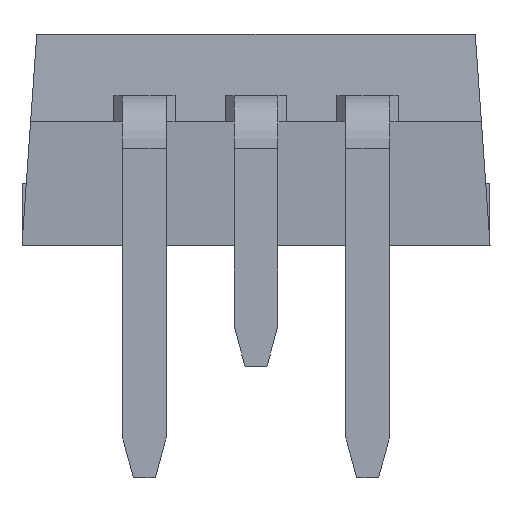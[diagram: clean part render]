
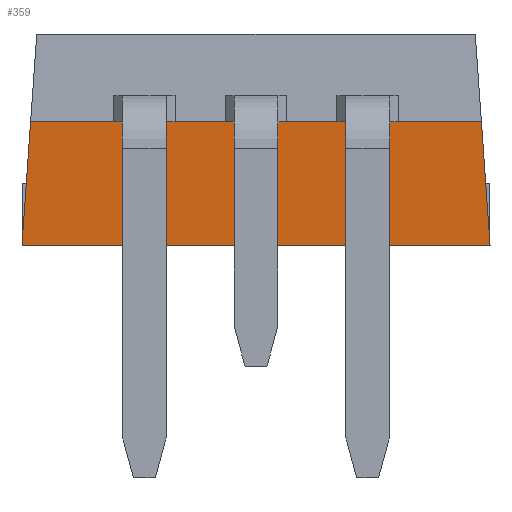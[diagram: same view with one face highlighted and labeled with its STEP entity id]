
A CAD part, front view. The second image highlights one B-rep face of the part: STEP entity #359.
In plain terms, the highlighted planar face has unit normal (0, -0.999, -0.052).
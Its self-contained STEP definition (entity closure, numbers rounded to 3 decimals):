
#359=ADVANCED_FACE('',(#1270),#1272,.T.);
#1270=FACE_BOUND('',#1271,.T.);
#1271=EDGE_LOOP('',(#1976,#1977,#1978,#1979));
#1272=PLANE('',#1273);
#1273=AXIS2_PLACEMENT_3D('',#1274,#1275,#1276);
#1274=CARTESIAN_POINT('',(-5.678,7.467,0.));
#1275=DIRECTION('',(0.,-0.999,-0.052));
#1276=DIRECTION('',(1.,0.,0.));
#1976=ORIENTED_EDGE('',*,*,#2408,.T.);
#1977=ORIENTED_EDGE('',*,*,#2434,.F.);
#1978=ORIENTED_EDGE('',*,*,#2424,.T.);
#1979=ORIENTED_EDGE('',*,*,#2435,.T.);
#2408=EDGE_CURVE('',#2717,#2715,#2718,.T.);
#2424=EDGE_CURVE('',#2749,#2747,#2750,.T.);
#2434=EDGE_CURVE('',#2749,#2715,#2762,.T.);
#2435=EDGE_CURVE('',#2747,#2717,#2763,.T.);
#2715=VERTEX_POINT('',#3275);
#2717=VERTEX_POINT('',#3279);
#2718=LINE('',#3280,#3281);
#2747=VERTEX_POINT('',#3347);
#2749=VERTEX_POINT('',#3351);
#2750=LINE('',#3352,#3353);
#2762=LINE('',#3392,#3393);
#2763=LINE('',#3395,#3396);
#3275=CARTESIAN_POINT('',(5.129,7.32,2.8));
#3279=CARTESIAN_POINT('',(5.325,7.467,0.));
#3280=CARTESIAN_POINT('',(5.325,7.467,0.));
#3281=VECTOR('',#3282,1.);
#3282=DIRECTION('',(-0.07,-0.052,0.996));
#3347=CARTESIAN_POINT('',(-5.325,7.467,0.));
#3351=CARTESIAN_POINT('',(-5.129,7.32,2.8));
#3352=CARTESIAN_POINT('',(-5.129,7.32,2.8));
#3353=VECTOR('',#3354,1.);
#3354=DIRECTION('',(-0.07,0.052,-0.996));
#3392=CARTESIAN_POINT('',(-5.129,7.32,2.8));
#3393=VECTOR('',#3394,1.);
#3394=DIRECTION('',(1.,0.,0.));
#3395=CARTESIAN_POINT('',(-5.325,7.467,0.));
#3396=VECTOR('',#3397,1.);
#3397=DIRECTION('',(1.,0.,0.));
